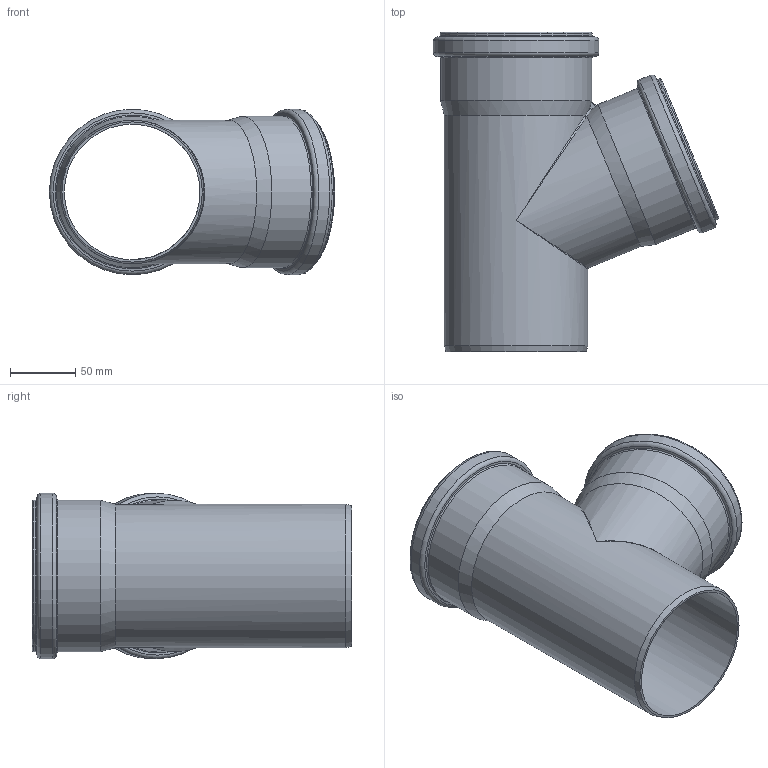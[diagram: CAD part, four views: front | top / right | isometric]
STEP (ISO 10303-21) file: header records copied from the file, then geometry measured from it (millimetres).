
FILE_DESCRIPTION(/* description */ (''),/* implementation_level */ '2;1');
FILE_NAME(/* name */ '175300 HTsafeEA DN_OD 110_110_67°.stp',/* time_stamp */ '2017-03-13T11:59:52+01:00',/* author */ ('user1'),/* organization */ (''),/* preprocessor_version */ 'ST-DEVELOPER v16.1',/* originating_system */ 'Autodesk Inventor 2016',/* authorisation */ '');
FILE_SCHEMA (('AUTOMOTIVE_DESIGN { 1 0 10303 214 3 1 1 }'));
Length unit declared in the file: millimetre
Products named in the file (1): 175300 HTsafeEA DN_OD 110_110_67°
Bounding box: 219.21 x 245.5 x 127.2 mm (x, y, z)
Volume: 332405.1 mm3; surface area: 232850.5 mm2
Topology: 1 solids, 1 shells, 66 faces, 147 edges, 81 vertices
Faces by surface type: cylinder 20, torus 20, cone 13, plane 8, bspline 5
Full cylindrical faces by diameter (mm): 104.3 x2, 110.3 x1, 111 x2, 111.3 x4, 116.4 x2, 116.7 x2, 121.8 x2, 127.2 x2
Entity records: 1884 total; most frequent: CARTESIAN_POINT 662, DIRECTION 258, ORIENTED_EDGE 178, AXIS2_PLACEMENT_3D 127, EDGE_LOOP 122, EDGE_CURVE 89, VERTEX_POINT 77, FACE_OUTER_BOUND 66
